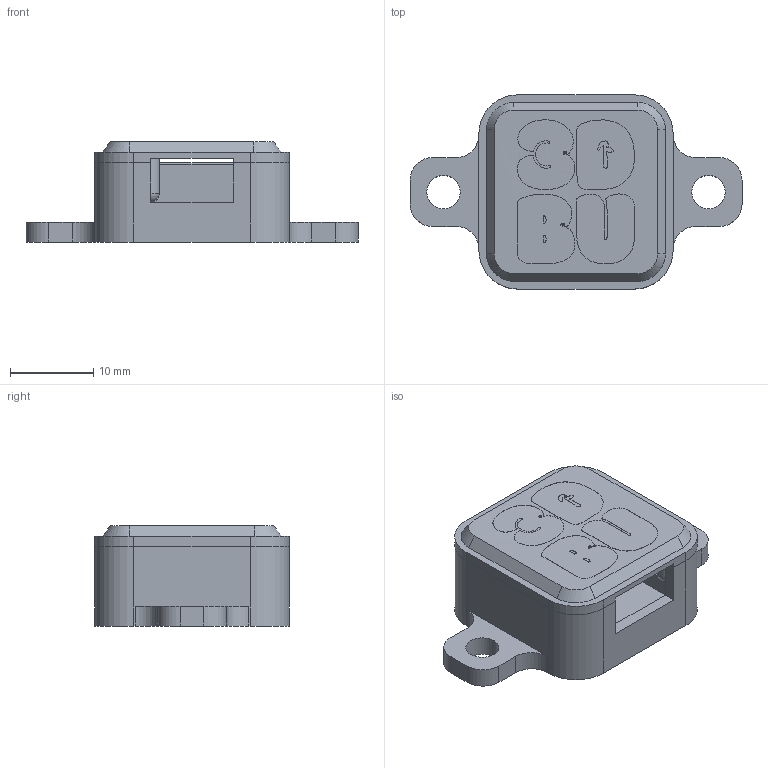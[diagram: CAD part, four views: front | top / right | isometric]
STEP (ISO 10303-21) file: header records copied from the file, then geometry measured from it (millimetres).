
FILE_DESCRIPTION(/* description */ ('STEP AP242','CAx-IF Rec.Pracs.---Representation and Presentation of Product Manufacturing Information (PMI)---4.0---2014-10-13','CAx-IF Rec.Pracs.---3D Tessellated Geometry---0.4---2014-09-14','2;1'),/* implementation_level */ '2;1');
FILE_NAME(/* name */ '674fba786637ec4971591b81',/* time_stamp */ '2024-12-04T02:12:08Z',/* author */ (''),/* organization */ (''),/* preprocessor_version */ 'ST-DEVELOPER v20',/* originating_system */ 'ONSHAPE BY PTC INC, 1.190',/* authorisation */ ' ');
FILE_SCHEMA (('AP242_MANAGED_MODEL_BASED_3D_ENGINEERING_MIM_LF { 1 0 10303 442 1 1 4 }'));
Length unit declared in the file: metre
Products named in the file (3): exporter; Part 18; Part 2
Assembly tree (2 placements, depth 2):
  exporter
    Part 18
    Part 2
Bounding box: 39.78 x 23.27 x 12.01 mm (x, y, z)
Volume: 3059.8 mm3; surface area: 4177.7 mm2
Topology: 2 solids, 2 shells, 172 faces, 444 edges, 290 vertices
Faces by surface type: plane 102, cylinder 48, bspline 15, torus 7
Full cylindrical faces by diameter (mm): 2.54 x3, 4 x2
Entity records: 6759 total; most frequent: CARTESIAN_POINT 2574, ORIENTED_EDGE 866, DIRECTION 800, EDGE_CURVE 433, LINE 298, VECTOR 298, VERTEX_POINT 290, AXIS2_PLACEMENT_3D 251
